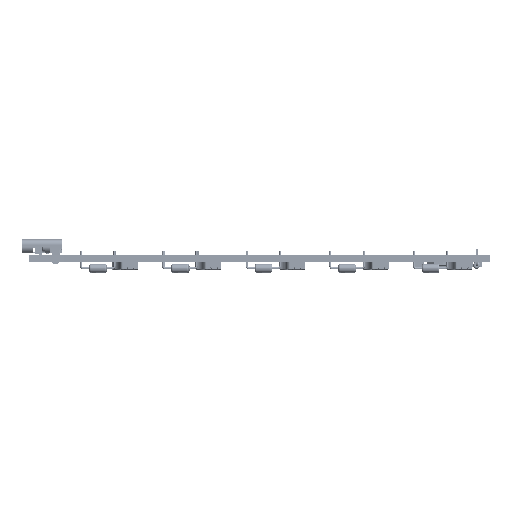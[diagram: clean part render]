
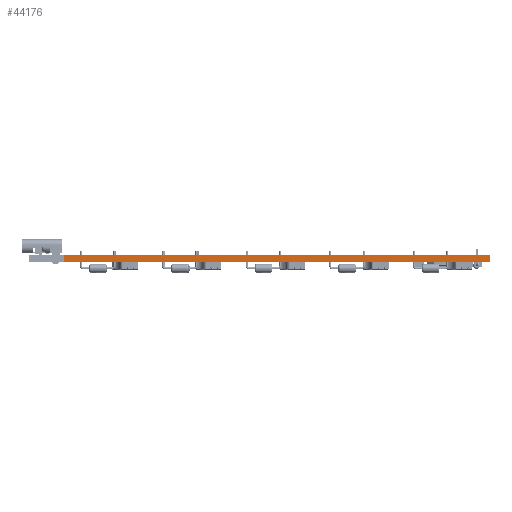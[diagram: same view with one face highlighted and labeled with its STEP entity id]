
A CAD part, left-side view. The second image highlights one B-rep face of the part: STEP entity #44176.
In plain terms, the highlighted planar face has unit normal (-1, 0.001, 0).
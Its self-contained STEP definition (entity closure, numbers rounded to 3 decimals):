
#33004 = VERTEX_POINT('',#33005);
#33005 = CARTESIAN_POINT('',(56.039,-50.34,0.));
#33011 = EDGE_CURVE('',#33012,#33004,#33014,.T.);
#33012 = VERTEX_POINT('',#33013);
#33013 = CARTESIAN_POINT('',(55.989,-147.444,0.));
#33014 = LINE('',#33015,#33016);
#33015 = CARTESIAN_POINT('',(55.989,-147.444,0.));
#33016 = VECTOR('',#33017,1.);
#33017 = DIRECTION('',(0.001,1.,0.));
#38576 = VERTEX_POINT('',#38577);
#38577 = CARTESIAN_POINT('',(56.039,-50.34,1.6));
#38583 = EDGE_CURVE('',#38584,#38576,#38586,.T.);
#38584 = VERTEX_POINT('',#38585);
#38585 = CARTESIAN_POINT('',(55.989,-147.444,1.6));
#38586 = LINE('',#38587,#38588);
#38587 = CARTESIAN_POINT('',(55.989,-147.444,1.6));
#38588 = VECTOR('',#38589,1.);
#38589 = DIRECTION('',(0.001,1.,0.));
#44148 = EDGE_CURVE('',#33012,#38584,#44149,.T.);
#44149 = LINE('',#44150,#44151);
#44150 = CARTESIAN_POINT('',(55.989,-147.444,0.));
#44151 = VECTOR('',#44152,1.);
#44152 = DIRECTION('',(0.,0.,1.));
#44176 = ADVANCED_FACE('',(#44177),#44188,.T.);
#44177 = FACE_BOUND('',#44178,.T.);
#44178 = EDGE_LOOP('',(#44179,#44180,#44181,#44187));
#44179 = ORIENTED_EDGE('',*,*,#44148,.T.);
#44180 = ORIENTED_EDGE('',*,*,#38583,.T.);
#44181 = ORIENTED_EDGE('',*,*,#44182,.F.);
#44182 = EDGE_CURVE('',#33004,#38576,#44183,.T.);
#44183 = LINE('',#44184,#44185);
#44184 = CARTESIAN_POINT('',(56.039,-50.34,0.));
#44185 = VECTOR('',#44186,1.);
#44186 = DIRECTION('',(0.,0.,1.));
#44187 = ORIENTED_EDGE('',*,*,#33011,.F.);
#44188 = PLANE('',#44189);
#44189 = AXIS2_PLACEMENT_3D('',#44190,#44191,#44192);
#44190 = CARTESIAN_POINT('',(55.989,-147.444,0.));
#44191 = DIRECTION('',(-1.,0.001,0.));
#44192 = DIRECTION('',(0.001,1.,0.));
